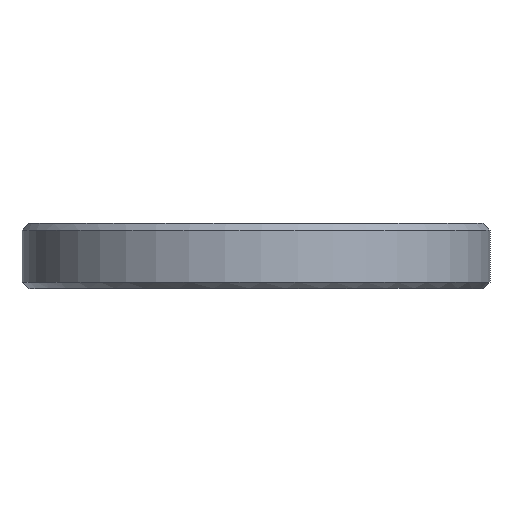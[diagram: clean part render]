
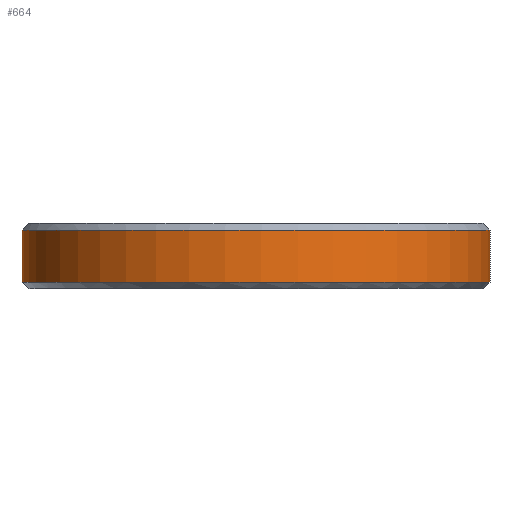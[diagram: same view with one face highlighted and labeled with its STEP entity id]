
A CAD part, front view. The second image highlights one B-rep face of the part: STEP entity #664.
In plain terms, the highlighted free-form (B-spline) face has degree [1, 3] with [2, 4] control points.
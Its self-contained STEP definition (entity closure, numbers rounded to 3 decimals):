
#7 = B_SPLINE_CURVE_WITH_KNOTS ( 'NONE', 1,
 ( #314, #703 ),
 .UNSPECIFIED., .F., .F.,
 ( 2, 2 ),
 ( -1., 0. ),
 .UNSPECIFIED. ) ;
#8 = EDGE_CURVE ( 'NONE', #217, #351, #7, .T. ) ;
#19 = EDGE_CURVE ( 'NONE', #217, #429, #439, .T. ) ;
#91 = B_SPLINE_CURVE_WITH_KNOTS ( 'NONE', 1,
 ( #341, #189 ),
 .UNSPECIFIED., .F., .F.,
 ( 2, 2 ),
 ( -1., 0. ),
 .UNSPECIFIED. ) ;
#95 = CARTESIAN_POINT ( 'NONE',  ( -36., -72., 9. ) ) ;
#117 = CARTESIAN_POINT ( 'NONE',  ( -36., -72., 1. ) ) ;
#155 = CARTESIAN_POINT ( 'NONE',  ( -36., 0., 1. ) ) ;
#158 = FACE_OUTER_BOUND ( 'NONE', #603, .T. ) ;
#178 =( BOUNDED_CURVE ( )  B_SPLINE_CURVE ( 3, ( #469, #209, #309, #701 ),
 .UNSPECIFIED., .F., .T. ) 
 B_SPLINE_CURVE_WITH_KNOTS ( ( 4, 4 ),
 ( -3.142, 0. ),
 .UNSPECIFIED. ) 
 CURVE ( )  GEOMETRIC_REPRESENTATION_ITEM ( )  RATIONAL_B_SPLINE_CURVE ( ( 1., 0.333, 0.333, 1. ) ) 
 REPRESENTATION_ITEM ( '' )  );
#189 = CARTESIAN_POINT ( 'NONE',  ( -36., 0., 1. ) ) ;
#209 = CARTESIAN_POINT ( 'NONE',  ( 36., -72., 9. ) ) ;
#217 = VERTEX_POINT ( 'NONE', #370 ) ;
#274 = CARTESIAN_POINT ( 'NONE',  ( 36., 0., 1. ) ) ;
#284 = CARTESIAN_POINT ( 'NONE',  ( 36., 0., 9. ) ) ;
#306 = CARTESIAN_POINT ( 'NONE',  ( 36., -72., 9. ) ) ;
#309 = CARTESIAN_POINT ( 'NONE',  ( -36., -72., 9. ) ) ;
#314 = CARTESIAN_POINT ( 'NONE',  ( 36., 0., 1. ) ) ;
#317 = CARTESIAN_POINT ( 'NONE',  ( -36., 0., 9. ) ) ;
#341 = CARTESIAN_POINT ( 'NONE',  ( -36., 0., 9. ) ) ;
#351 = VERTEX_POINT ( 'NONE', #284 ) ;
#359 = ORIENTED_EDGE ( 'NONE', *, *, #605, .T. ) ;
#368 = CARTESIAN_POINT ( 'NONE',  ( 36., 0., 9. ) ) ;
#370 = CARTESIAN_POINT ( 'NONE',  ( 36., 0., 1. ) ) ;
#414 = CARTESIAN_POINT ( 'NONE',  ( -36., 0., 1. ) ) ;
#416 = CARTESIAN_POINT ( 'NONE',  ( 36., -72., 1. ) ) ;
#429 = VERTEX_POINT ( 'NONE', #414 ) ;
#439 =( BOUNDED_CURVE ( )  B_SPLINE_CURVE ( 3, ( #274, #610, #117, #552 ),
 .UNSPECIFIED., .F., .T. ) 
 B_SPLINE_CURVE_WITH_KNOTS ( ( 4, 4 ),
 ( -3.142, 0. ),
 .UNSPECIFIED. ) 
 CURVE ( )  GEOMETRIC_REPRESENTATION_ITEM ( )  RATIONAL_B_SPLINE_CURVE ( ( 1., 0.333, 0.333, 1. ) ) 
 REPRESENTATION_ITEM ( '' )  );
#469 = CARTESIAN_POINT ( 'NONE',  ( 36., 0., 9. ) ) ;
#514 =( BOUNDED_SURFACE ( )  B_SPLINE_SURFACE ( 1, 3, ( 
 ( #368, #306, #95, #317 ),
 ( #531, #416, #640, #155 ) ),
 .UNSPECIFIED., .F., .F., .F. ) 
 B_SPLINE_SURFACE_WITH_KNOTS ( ( 2, 2 ),
 ( 4, 4 ),
 ( 0., 1. ),
 ( 0., 1. ),
 .UNSPECIFIED. ) 
 GEOMETRIC_REPRESENTATION_ITEM ( )  RATIONAL_B_SPLINE_SURFACE ( (
 ( 1., 0.333, 0.333, 1.),
 ( 1., 0.333, 0.333, 1.) ) ) 
 REPRESENTATION_ITEM ( '' )  SURFACE ( )  );
#531 = CARTESIAN_POINT ( 'NONE',  ( 36., 0., 1. ) ) ;
#552 = CARTESIAN_POINT ( 'NONE',  ( -36., 0., 1. ) ) ;
#560 = EDGE_CURVE ( 'NONE', #576, #429, #91, .T. ) ;
#576 = VERTEX_POINT ( 'NONE', #591 ) ;
#580 = ORIENTED_EDGE ( 'NONE', *, *, #8, .T. ) ;
#586 = ORIENTED_EDGE ( 'NONE', *, *, #560, .T. ) ;
#591 = CARTESIAN_POINT ( 'NONE',  ( -36., 0., 9. ) ) ;
#603 = EDGE_LOOP ( 'NONE', ( #359, #586, #652, #580 ) ) ;
#605 = EDGE_CURVE ( 'NONE', #351, #576, #178, .T. ) ;
#610 = CARTESIAN_POINT ( 'NONE',  ( 36., -72., 1. ) ) ;
#640 = CARTESIAN_POINT ( 'NONE',  ( -36., -72., 1. ) ) ;
#652 = ORIENTED_EDGE ( 'NONE', *, *, #19, .F. ) ;
#664 = ADVANCED_FACE ( 'NONE', ( #158 ), #514, .F. ) ;
#701 = CARTESIAN_POINT ( 'NONE',  ( -36., 0., 9. ) ) ;
#703 = CARTESIAN_POINT ( 'NONE',  ( 36., 0., 9. ) ) ;
